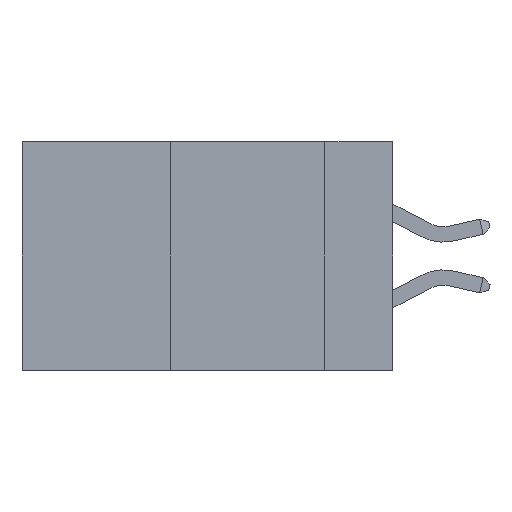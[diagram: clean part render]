
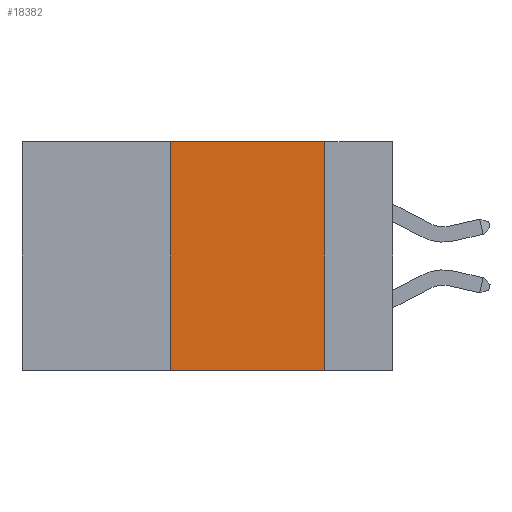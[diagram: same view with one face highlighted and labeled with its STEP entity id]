
A CAD part, left-side view. The second image highlights one B-rep face of the part: STEP entity #18382.
In plain terms, the highlighted planar face has unit normal (-1, 0, 0).
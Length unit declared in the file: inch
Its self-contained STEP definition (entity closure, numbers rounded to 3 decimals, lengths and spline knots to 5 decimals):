
#326 = DIRECTION ( 'NONE',  ( 0., -1., 0. ) ) ;
#401 = DIRECTION ( 'NONE',  ( 0., 0., -1. ) ) ;
#647 = ORIENTED_EDGE ( 'NONE', *, *, #6049, .F. ) ;
#1566 = DIRECTION ( 'NONE',  ( 0., 0., 1. ) ) ;
#1962 = CARTESIAN_POINT ( 'NONE',  ( 0., 0.6, -0.37 ) ) ;
#4442 = ORIENTED_EDGE ( 'NONE', *, *, #6688, .F. ) ;
#4827 = DIRECTION ( 'NONE',  ( 0., 0., -1. ) ) ;
#6049 = EDGE_CURVE ( 'NONE', #6437, #17479, #17386, .T. ) ;
#6437 = VERTEX_POINT ( 'NONE', #14966 ) ;
#6500 = VECTOR ( 'NONE', #1566, 39.37008 ) ;
#6502 = LINE ( 'NONE', #14732, #18339 ) ;
#6688 = EDGE_CURVE ( 'NONE', #17479, #15537, #6502, .T. ) ;
#6758 = PLANE ( 'NONE',  #20042 ) ;
#7370 = LINE ( 'NONE', #14150, #12573 ) ;
#7929 = FACE_OUTER_BOUND ( 'NONE', #8157, .T. ) ;
#8157 = EDGE_LOOP ( 'NONE', ( #17847, #4442, #647, #9094 ) ) ;
#8332 = CARTESIAN_POINT ( 'NONE',  ( 0., 0.6, 0. ) ) ;
#9094 = ORIENTED_EDGE ( 'NONE', *, *, #18860, .T. ) ;
#9883 = DIRECTION ( 'NONE',  ( 1., 0., 0. ) ) ;
#10556 = VERTEX_POINT ( 'NONE', #18047 ) ;
#10963 = CARTESIAN_POINT ( 'NONE',  ( 0., 0.36, 0. ) ) ;
#12573 = VECTOR ( 'NONE', #4827, 39.37008 ) ;
#13330 = EDGE_CURVE ( 'NONE', #15537, #10556, #7370, .T. ) ;
#14150 = CARTESIAN_POINT ( 'NONE',  ( 0., 0.11, 0. ) ) ;
#14732 = CARTESIAN_POINT ( 'NONE',  ( 0., 0.6, 0. ) ) ;
#14966 = CARTESIAN_POINT ( 'NONE',  ( 0., 0.36, -0.37 ) ) ;
#15157 = LINE ( 'NONE', #1962, #18741 ) ;
#15537 = VERTEX_POINT ( 'NONE', #16804 ) ;
#16258 = DIRECTION ( 'NONE',  ( 0., -1., 0. ) ) ;
#16804 = CARTESIAN_POINT ( 'NONE',  ( 0., 0.11, 0. ) ) ;
#17386 = LINE ( 'NONE', #10963, #6500 ) ;
#17479 = VERTEX_POINT ( 'NONE', #19110 ) ;
#17847 = ORIENTED_EDGE ( 'NONE', *, *, #13330, .F. ) ;
#18047 = CARTESIAN_POINT ( 'NONE',  ( 0., 0.11, -0.37 ) ) ;
#18339 = VECTOR ( 'NONE', #16258, 39.37008 ) ;
#18382 = ADVANCED_FACE ( 'NONE', ( #7929 ), #6758, .F. ) ;
#18741 = VECTOR ( 'NONE', #326, 39.37008 ) ;
#18860 = EDGE_CURVE ( 'NONE', #6437, #10556, #15157, .T. ) ;
#19110 = CARTESIAN_POINT ( 'NONE',  ( 0., 0.36, 0. ) ) ;
#20042 = AXIS2_PLACEMENT_3D ( 'NONE', #8332, #9883, #401 ) ;
